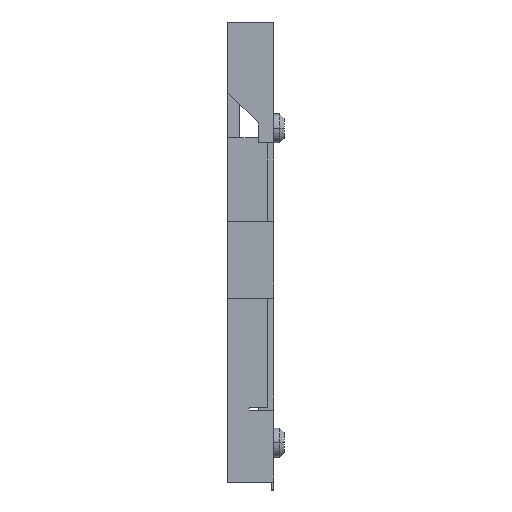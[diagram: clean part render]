
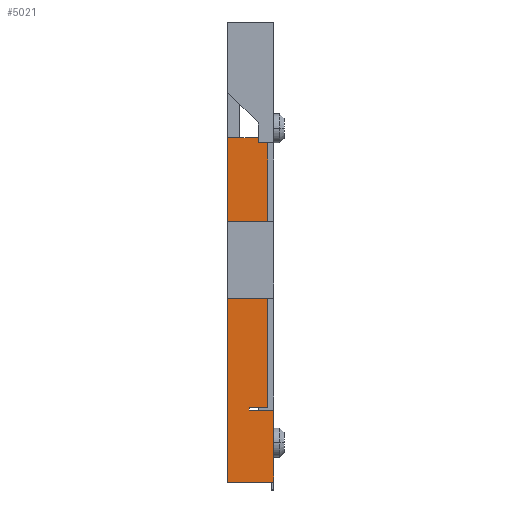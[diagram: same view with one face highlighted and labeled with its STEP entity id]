
A CAD part, left-side view. The second image highlights one B-rep face of the part: STEP entity #5021.
In plain terms, the highlighted planar face has unit normal (-1, 0, 0).
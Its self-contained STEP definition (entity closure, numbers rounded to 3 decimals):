
#10=DIRECTION('',(0.,0.,1.));
#11=VECTOR('',#10,4.69);
#12=CARTESIAN_POINT('',(-8.7,0.,-16.19));
#13=LINE('3980',#12,#11);
#399=DIRECTION('',(0.,0.,-1.));
#400=VECTOR('',#399,0.34);
#401=CARTESIAN_POINT('',(-8.7,1.,6.26));
#402=LINE('4691',#401,#400);
#607=DIRECTION('',(0.,0.,1.));
#608=VECTOR('',#607,22.45);
#609=CARTESIAN_POINT('',(-8.7,3.,-16.19));
#610=LINE('4744',#609,#608);
#611=DIRECTION('',(0.,-1.,0.));
#612=VECTOR('',#611,2.);
#613=CARTESIAN_POINT('',(-8.7,3.,6.26));
#614=LINE('4725',#613,#612);
#615=DIRECTION('',(0.,0.,-1.));
#616=VECTOR('',#615,5.12);
#617=CARTESIAN_POINT('',(-8.7,0.4,5.92));
#618=LINE('4726',#617,#616);
#619=DIRECTION('',(0.,0.,-1.));
#620=VECTOR('',#619,7.15);
#621=CARTESIAN_POINT('',(-8.7,0.4,-4.2));
#622=LINE('4727',#621,#620);
#623=DIRECTION('',(0.,1.,0.));
#624=VECTOR('',#623,1.2);
#625=CARTESIAN_POINT('',(-8.7,0.4,-11.35));
#626=LINE('4728',#625,#624);
#627=DIRECTION('',(0.,0.,-1.));
#628=VECTOR('',#627,0.15);
#629=CARTESIAN_POINT('',(-8.7,1.6,-11.35));
#630=LINE('4723',#629,#628);
#631=DIRECTION('',(0.,1.,0.));
#632=VECTOR('',#631,1.6);
#633=CARTESIAN_POINT('',(-8.7,0.,-11.5));
#634=LINE('3978',#633,#632);
#635=DIRECTION('',(0.,1.,0.));
#636=VECTOR('',#635,3.);
#637=CARTESIAN_POINT('',(-8.7,0.,-16.19));
#638=LINE('3913',#637,#636);
#1130=DIRECTION('',(0.,-1.,0.));
#1131=VECTOR('',#1130,0.6);
#1132=CARTESIAN_POINT('',(-8.7,1.,0.8));
#1133=LINE('4671',#1132,#1131);
#1162=DIRECTION('',(0.,-1.,0.));
#1163=VECTOR('',#1162,0.6);
#1164=CARTESIAN_POINT('',(-8.7,1.,5.92));
#1165=LINE('4680',#1164,#1163);
#1198=DIRECTION('',(0.,-1.,0.));
#1199=VECTOR('',#1198,0.6);
#1200=CARTESIAN_POINT('',(-8.7,1.,-4.2));
#1201=LINE('4684',#1200,#1199);
#1226=DIRECTION('',(0.,0.,-1.));
#1227=VECTOR('',#1226,5.);
#1228=CARTESIAN_POINT('',(-8.7,1.,0.8));
#1229=LINE('4692',#1228,#1227);
#3487=CARTESIAN_POINT('',(-8.7,0.,-16.19));
#3488=CARTESIAN_POINT('',(-8.7,3.,-16.19));
#3489=VERTEX_POINT('',#3487);
#3490=VERTEX_POINT('',#3488);
#3595=CARTESIAN_POINT('',(-8.7,0.,-11.5));
#3596=CARTESIAN_POINT('',(-8.7,1.6,-11.5));
#3597=VERTEX_POINT('',#3595);
#3598=VERTEX_POINT('',#3596);
#4273=CARTESIAN_POINT('',(-8.7,3.,6.26));
#4275=VERTEX_POINT('',#4273);
#4295=CARTESIAN_POINT('',(-8.7,0.4,-11.35));
#4296=VERTEX_POINT('',#4295);
#4411=CARTESIAN_POINT('',(-8.7,1.,0.8));
#4412=CARTESIAN_POINT('',(-8.7,0.4,0.8));
#4413=VERTEX_POINT('',#4411);
#4414=VERTEX_POINT('',#4412);
#4435=CARTESIAN_POINT('',(-8.7,1.,5.92));
#4436=CARTESIAN_POINT('',(-8.7,0.4,5.92));
#4437=VERTEX_POINT('',#4435);
#4438=VERTEX_POINT('',#4436);
#4447=CARTESIAN_POINT('',(-8.7,1.,-4.2));
#4448=CARTESIAN_POINT('',(-8.7,0.4,-4.2));
#4449=VERTEX_POINT('',#4447);
#4450=VERTEX_POINT('',#4448);
#4467=CARTESIAN_POINT('',(-8.7,1.,6.26));
#4468=VERTEX_POINT('',#4467);
#4477=CARTESIAN_POINT('',(-8.7,1.6,-11.35));
#4478=VERTEX_POINT('',#4477);
#4989=CARTESIAN_POINT('',(-8.7,0.,-16.19));
#4990=DIRECTION('',(-1.,0.,0.));
#4991=DIRECTION('',(0.,0.,1.));
#4992=AXIS2_PLACEMENT_3D('',#4989,#4990,#4991);
#4993=PLANE('3582',#4992);
#4995=ORIENTED_EDGE('4744',*,*,#4994,.T.);
#4997=ORIENTED_EDGE('4725',*,*,#4996,.T.);
#4998=ORIENTED_EDGE('4691',*,*,#4841,.T.);
#5000=ORIENTED_EDGE('4680',*,*,#4999,.T.);
#5002=ORIENTED_EDGE('4726',*,*,#5001,.T.);
#5004=ORIENTED_EDGE('4671',*,*,#5003,.F.);
#5006=ORIENTED_EDGE('4692',*,*,#5005,.T.);
#5008=ORIENTED_EDGE('4684',*,*,#5007,.T.);
#5010=ORIENTED_EDGE('4727',*,*,#5009,.T.);
#5011=ORIENTED_EDGE('4728',*,*,#4778,.T.);
#5013=ORIENTED_EDGE('4723',*,*,#5012,.T.);
#5015=ORIENTED_EDGE('3978',*,*,#5014,.F.);
#5016=ORIENTED_EDGE('3980',*,*,#4496,.F.);
#5018=ORIENTED_EDGE('3913',*,*,#5017,.T.);
#5019=EDGE_LOOP('3582',(#4995,#4997,#4998,#5000,#5002,#5004,#5006,#5008,#5010,
#5011,#5013,#5015,#5016,#5018));
#5020=FACE_OUTER_BOUND('3582',#5019,.F.);
#5021=ADVANCED_FACE('3582',(#5020),#4993,.T.);
#4496=EDGE_CURVE('3980',#3489,#3597,#13,.T.);
#4778=EDGE_CURVE('4728',#4296,#4478,#626,.T.);
#4841=EDGE_CURVE('4691',#4468,#4437,#402,.T.);
#4994=EDGE_CURVE('4744',#3490,#4275,#610,.T.);
#4996=EDGE_CURVE('4725',#4275,#4468,#614,.T.);
#4999=EDGE_CURVE('4680',#4437,#4438,#1165,.T.);
#5001=EDGE_CURVE('4726',#4438,#4414,#618,.T.);
#5003=EDGE_CURVE('4671',#4413,#4414,#1133,.T.);
#5005=EDGE_CURVE('4692',#4413,#4449,#1229,.T.);
#5007=EDGE_CURVE('4684',#4449,#4450,#1201,.T.);
#5009=EDGE_CURVE('4727',#4450,#4296,#622,.T.);
#5012=EDGE_CURVE('4723',#4478,#3598,#630,.T.);
#5014=EDGE_CURVE('3978',#3597,#3598,#634,.T.);
#5017=EDGE_CURVE('3913',#3489,#3490,#638,.T.);
